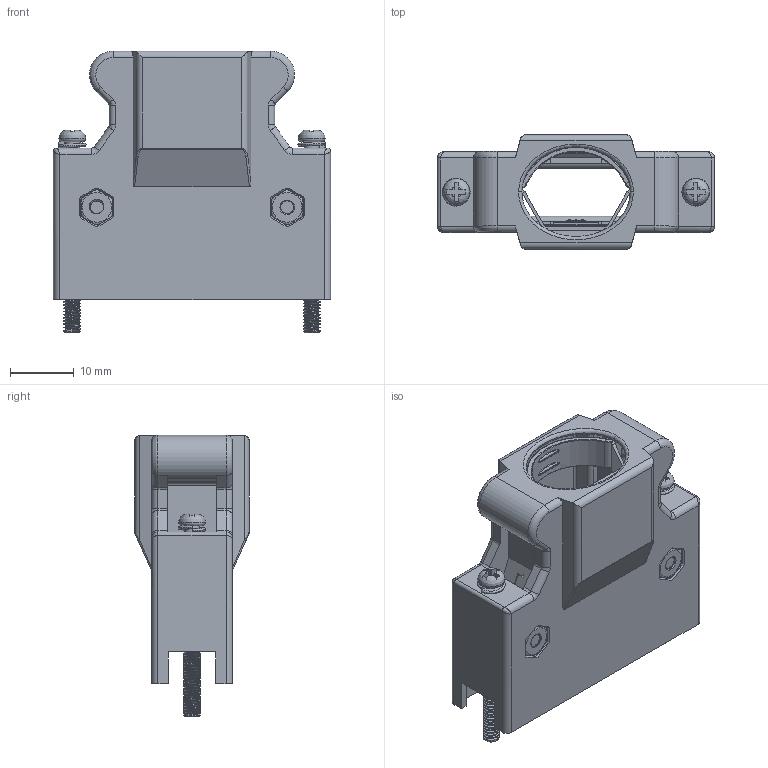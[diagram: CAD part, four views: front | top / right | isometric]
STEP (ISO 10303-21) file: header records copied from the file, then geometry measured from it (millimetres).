
FILE_DESCRIPTION( ('This file contains a STEP AP42 implementation' ,'as created by ZW3D STEP Interface translator.') ,'2;1' );
FILE_NAME( '6327M-036S00PA01(W).stp' ,'2311 7.103124', (''), ('ZWCAD Software Co.'), 'Version 1.0', 'ZW3D to STEP translator', '' );
FILE_SCHEMA(('AUTOMOTIVE_DESIGN { 1 0 10303 214 1 1 1 1 }'));
Length unit declared in the file: millimetre
Products named in the file (1): 0
Bounding box: 43.5 x 18 x 44.2 mm (x, y, z)
Volume: 6794 mm3; surface area: 12248.7 mm2
Topology: 8 solids, 12 shells, 1036 faces, 2704 edges, 1702 vertices
Faces by surface type: plane 500, cylinder 307, bspline 213, cone 16
Full cylindrical faces by diameter (mm): 1.283 x2, 1.7 x6, 1.9 x8, 2 x2, 2.3 x4, 2.4 x25, 2.45 x2, 2.55 x2, 2.6 x40, 2.85 x2, 3 x4, 4.2 x2, 4.95 x2
Entity records: 103877 total; most frequent: CARTESIAN_POINT 79764, ORIENTED_EDGE 5378, DIRECTION 4019, EDGE_CURVE 2687, VERTEX_POINT 1702, VECTOR 1457, LINE 1457, AXIS2_PLACEMENT_3D 1281
